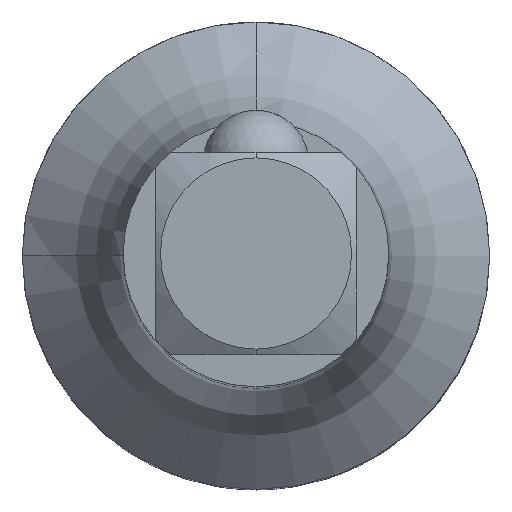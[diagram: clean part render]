
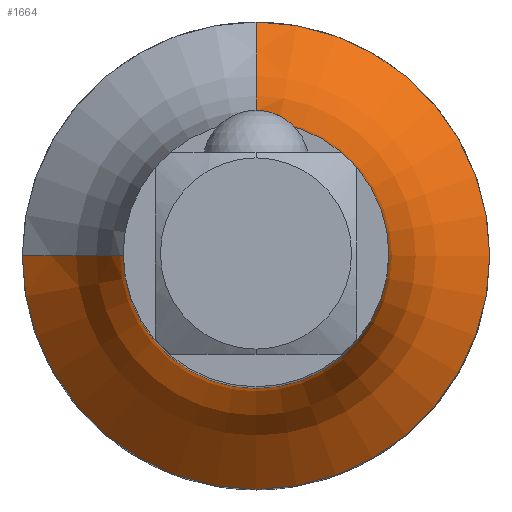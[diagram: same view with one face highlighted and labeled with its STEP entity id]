
A CAD part, top view. The second image highlights one B-rep face of the part: STEP entity #1664.
In plain terms, the highlighted toroidal (fillet/blend) face has major radius 16.25 mm and minor radius 10 mm.
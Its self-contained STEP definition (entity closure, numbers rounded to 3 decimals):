
#370=CARTESIAN_POINT('',(0.,0.,24.011));
#371=DIRECTION('',(0.,0.,1.));
#372=DIRECTION('',(-1.,0.,0.));
#373=AXIS2_PLACEMENT_3D('',#370,#371,#372);
#408=CARTESIAN_POINT('',(0.,0.,24.011));
#409=DIRECTION('',(0.,0.,1.));
#410=DIRECTION('',(0.,-1.,0.));
#411=AXIS2_PLACEMENT_3D('',#408,#409,#410);
#416=CARTESIAN_POINT('',(0.,0.,15.5));
#417=DIRECTION('',(0.,0.,-1.));
#418=DIRECTION('',(1.,0.,0.));
#419=AXIS2_PLACEMENT_3D('',#416,#417,#418);
#424=CARTESIAN_POINT('',(-16.25,0.,24.011));
#425=DIRECTION('',(0.,-1.,0.));
#426=DIRECTION('',(0.525,0.,-0.851));
#427=AXIS2_PLACEMENT_3D('',#424,#425,#426);
#432=CARTESIAN_POINT('',(0.,16.25,24.011));
#433=DIRECTION('',(-1.,0.,0.));
#434=DIRECTION('',(0.,-0.525,-0.851));
#435=AXIS2_PLACEMENT_3D('',#432,#433,#434);
#475=CARTESIAN_POINT('',(0.,0.,15.5));
#476=DIRECTION('',(0.,0.,1.));
#477=DIRECTION('',(1.,0.,0.));
#478=AXIS2_PLACEMENT_3D('',#475,#476,#477);
#1308=CARTESIAN_POINT('',(11.,0.,15.5));
#1309=CARTESIAN_POINT('',(0.,11.,15.5));
#1310=VERTEX_POINT('',#1308);
#1311=VERTEX_POINT('',#1309);
#1312=CARTESIAN_POINT('',(-11.,0.,15.5));
#1313=VERTEX_POINT('',#1312);
#1314=CARTESIAN_POINT('',(0.,6.25,24.011));
#1315=CARTESIAN_POINT('',(-6.25,0.,24.011));
#1316=VERTEX_POINT('',#1314);
#1317=VERTEX_POINT('',#1315);
#1318=CARTESIAN_POINT('',(0.,-6.25,24.011));
#1319=VERTEX_POINT('',#1318);
#1647=CARTESIAN_POINT('',(0.,0.,24.011));
#1648=DIRECTION('',(0.,0.,1.));
#1649=DIRECTION('',(-0.02,-1.,0.));
#1650=AXIS2_PLACEMENT_3D('',#1647,#1648,#1649);
#1651=TOROIDAL_SURFACE('',#1650,16.25,10.);
#1652=ORIENTED_EDGE('',*,*,#1641,.T.);
#1654=ORIENTED_EDGE('',*,*,#1653,.F.);
#1656=ORIENTED_EDGE('',*,*,#1655,.F.);
#1658=ORIENTED_EDGE('',*,*,#1657,.T.);
#1660=ORIENTED_EDGE('',*,*,#1659,.T.);
#1661=ORIENTED_EDGE('',*,*,#1625,.T.);
#1662=EDGE_LOOP('',(#1652,#1654,#1656,#1658,#1660,#1661));
#1663=FACE_OUTER_BOUND('',#1662,.F.);
#1664=ADVANCED_FACE('',(#1663),#1651,.F.);
#374=CIRCLE('',#373,6.25);
#412=CIRCLE('',#411,6.25);
#420=CIRCLE('',#419,11.);
#428=CIRCLE('',#427,10.);
#436=CIRCLE('',#435,10.);
#479=CIRCLE('',#478,11.);
#1625=EDGE_CURVE('',#1317,#1319,#374,.T.);
#1641=EDGE_CURVE('',#1319,#1316,#412,.T.);
#1653=EDGE_CURVE('',#1311,#1316,#436,.T.);
#1655=EDGE_CURVE('',#1310,#1311,#479,.T.);
#1657=EDGE_CURVE('',#1310,#1313,#420,.T.);
#1659=EDGE_CURVE('',#1313,#1317,#428,.T.);
